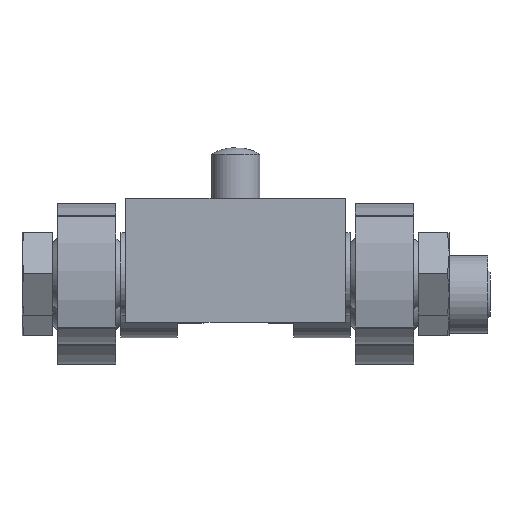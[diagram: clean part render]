
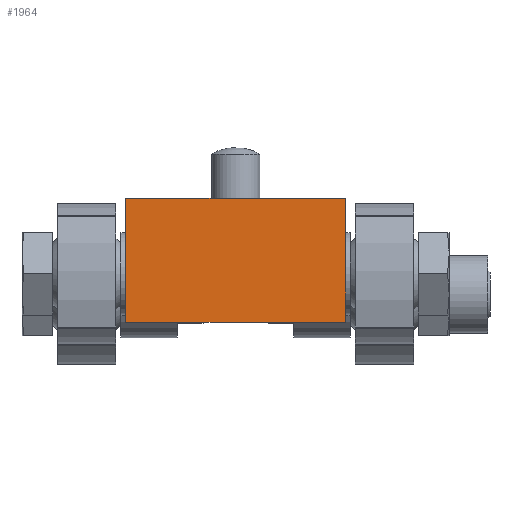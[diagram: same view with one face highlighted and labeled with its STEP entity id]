
A CAD part, top view. The second image highlights one B-rep face of the part: STEP entity #1964.
In plain terms, the highlighted planar face has unit normal (0, 0, 1).
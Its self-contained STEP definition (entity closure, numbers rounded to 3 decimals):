
#232=LINE('',#3396,#312);
#236=LINE('',#3406,#316);
#239=LINE('',#3422,#319);
#241=LINE('',#3427,#321);
#312=VECTOR('',#2728,1000.);
#316=VECTOR('',#2736,1000.);
#319=VECTOR('',#2751,1000.);
#321=VECTOR('',#2757,1000.);
#664=ORIENTED_EDGE('',*,*,#997,.T.);
#665=ORIENTED_EDGE('',*,*,#1002,.T.);
#666=ORIENTED_EDGE('',*,*,#1010,.T.);
#667=ORIENTED_EDGE('',*,*,#1013,.T.);
#997=EDGE_CURVE('',#1207,#1206,#232,.T.);
#1002=EDGE_CURVE('',#1206,#1210,#236,.T.);
#1010=EDGE_CURVE('',#1210,#1217,#239,.T.);
#1013=EDGE_CURVE('',#1217,#1207,#241,.T.);
#1206=VERTEX_POINT('',#3395);
#1207=VERTEX_POINT('',#3397);
#1210=VERTEX_POINT('',#3405);
#1217=VERTEX_POINT('',#3421);
#1521=EDGE_LOOP('',(#664,#665,#666,#667));
#1739=FACE_BOUND('',#1521,.T.);
#1857=PLANE('',#2245);
#1964=ADVANCED_FACE('',(#1739),#1857,.T.);
#2245=AXIS2_PLACEMENT_3D('',#3428,#2758,#2759);
#2728=DIRECTION('',(-1.,0.,0.));
#2736=DIRECTION('',(0.,-1.,0.));
#2751=DIRECTION('',(1.,0.,0.));
#2757=DIRECTION('',(0.,1.,0.));
#2758=DIRECTION('',(0.,0.,1.));
#2759=DIRECTION('',(1.,0.,0.));
#3395=CARTESIAN_POINT('',(-22.65,15.5,18.));
#3396=CARTESIAN_POINT('',(22.65,15.5,18.));
#3397=CARTESIAN_POINT('',(22.65,15.5,18.));
#3405=CARTESIAN_POINT('',(-22.65,-10.,18.));
#3406=CARTESIAN_POINT('',(-22.65,15.5,18.));
#3421=CARTESIAN_POINT('',(22.65,-10.,18.));
#3422=CARTESIAN_POINT('',(-22.65,-10.,18.));
#3427=CARTESIAN_POINT('',(22.65,-10.,18.));
#3428=CARTESIAN_POINT('',(0.,0.,18.));
